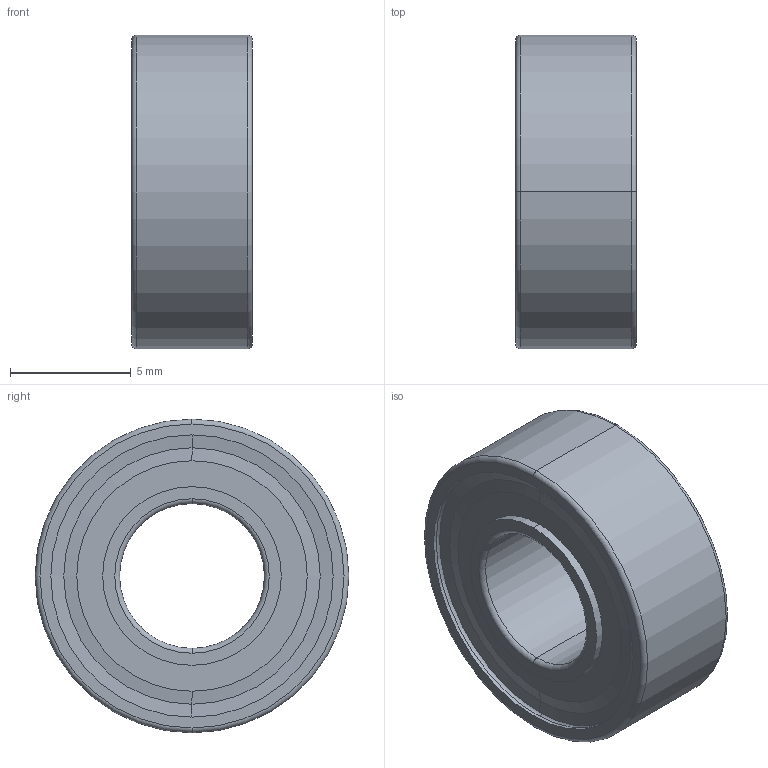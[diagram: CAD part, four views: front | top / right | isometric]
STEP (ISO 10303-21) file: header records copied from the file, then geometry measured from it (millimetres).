
FILE_DESCRIPTION (( 'STEP AP203' ), '1' );
FILE_NAME ('1973-A.STEP', '2015-09-09T11:22:15', ( '' ), ( '' ), 'SwSTEP 2.0', 'SolidWorks 2015', '' );
FILE_SCHEMA (( 'CONFIG_CONTROL_DESIGN' ));
Length unit declared in the file: millimetre
Products named in the file (1): 1973-A
Bounding box: 5 x 13 x 13 mm (x, y, z)
Surface area: 594.1 mm2 (no closed solid volume)
Topology: 0 solids, 4 shells, 38 faces, 84 edges, 52 vertices
Faces by surface type: cylinder 12, torus 12, cone 8, plane 6
Entity records: 1144 total; most frequent: DIRECTION 226, CARTESIAN_POINT 175, ORIENTED_EDGE 152, AXIS2_PLACEMENT_3D 103, EDGE_CURVE 84, CIRCLE 64, VERTEX_POINT 52, EDGE_LOOP 44
